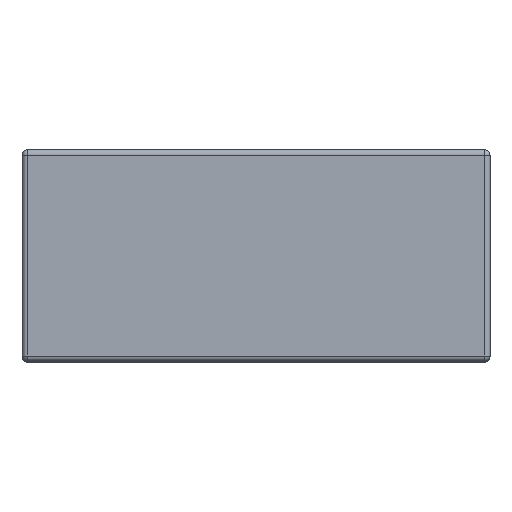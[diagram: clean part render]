
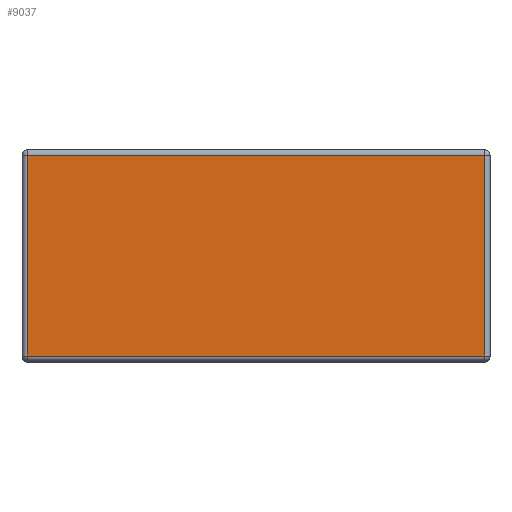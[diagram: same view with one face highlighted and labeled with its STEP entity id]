
A CAD part, top view. The second image highlights one B-rep face of the part: STEP entity #9037.
In plain terms, the highlighted planar face has unit normal (0, 0, 1).
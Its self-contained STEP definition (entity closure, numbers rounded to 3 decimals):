
#764=PLANE('',#9633);
#1093=FACE_OUTER_BOUND('',#1642,.T.);
#1642=EDGE_LOOP('',(#6782,#6783,#6784,#6785));
#2351=LINE('',#12839,#3203);
#2352=LINE('',#12848,#3204);
#2357=LINE('',#12865,#3209);
#2359=LINE('',#12868,#3211);
#3203=VECTOR('',#10268,10.);
#3204=VECTOR('',#10279,10.);
#3209=VECTOR('',#10298,10.);
#3211=VECTOR('',#10302,10.);
#4297=VERTEX_POINT('',#12825);
#4300=VERTEX_POINT('',#12832);
#4301=VERTEX_POINT('',#12841);
#4308=VERTEX_POINT('',#12860);
#5258=EDGE_CURVE('',#4297,#4300,#2351,.T.);
#5262=EDGE_CURVE('',#4301,#4297,#2352,.T.);
#5271=EDGE_CURVE('',#4300,#4308,#2357,.T.);
#5273=EDGE_CURVE('',#4308,#4301,#2359,.T.);
#6782=ORIENTED_EDGE('',*,*,#5258,.F.);
#6783=ORIENTED_EDGE('',*,*,#5262,.F.);
#6784=ORIENTED_EDGE('',*,*,#5273,.F.);
#6785=ORIENTED_EDGE('',*,*,#5271,.F.);
#9037=ADVANCED_FACE('',(#1093),#764,.T.);
#9633=AXIS2_PLACEMENT_3D('',#12892,#10327,#10328);
#10268=DIRECTION('',(0.,1.,0.));
#10279=DIRECTION('',(-1.,0.,0.));
#10298=DIRECTION('',(1.,0.,0.));
#10302=DIRECTION('',(0.,-1.,0.));
#10327=DIRECTION('center_axis',(0.,0.,1.));
#10328=DIRECTION('ref_axis',(0.,-1.,0.));
#12825=CARTESIAN_POINT('',(1.,-19.,51.));
#12832=CARTESIAN_POINT('',(1.,19.,51.));
#12839=CARTESIAN_POINT('',(1.,10.,51.));
#12841=CARTESIAN_POINT('',(87.5,-19.,51.));
#12848=CARTESIAN_POINT('',(0.,-19.,51.));
#12860=CARTESIAN_POINT('',(87.5,19.,51.));
#12865=CARTESIAN_POINT('',(0.,19.,51.));
#12868=CARTESIAN_POINT('',(87.5,10.,51.));
#12892=CARTESIAN_POINT('Origin',(0.,20.,51.));
